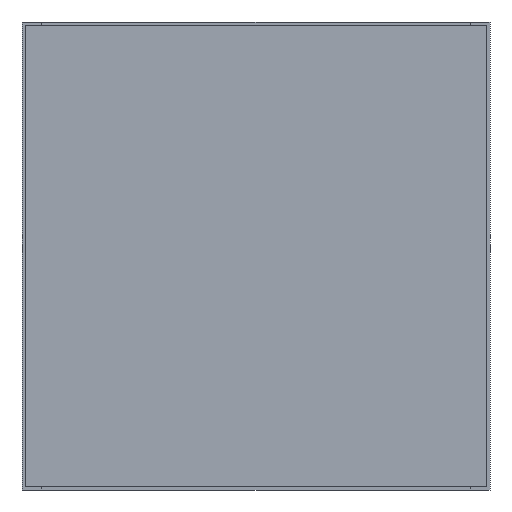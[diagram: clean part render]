
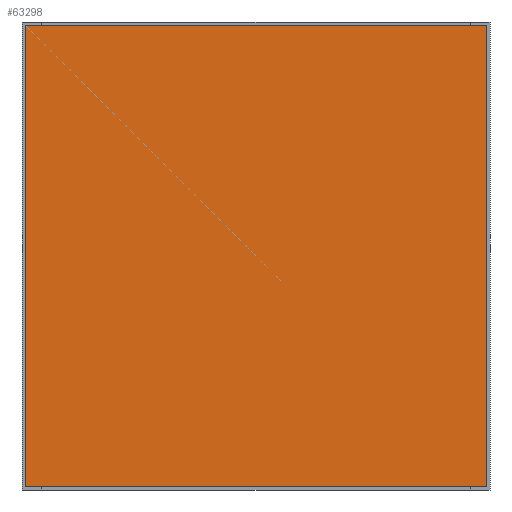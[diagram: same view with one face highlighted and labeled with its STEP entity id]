
A CAD part, front view. The second image highlights one B-rep face of the part: STEP entity #63298.
In plain terms, the highlighted planar face has unit normal (0, -1, 0).
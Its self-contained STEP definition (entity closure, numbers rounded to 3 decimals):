
#10606=FACE_OUTER_BOUND('',#13062,.T.);
#13062=EDGE_LOOP('',(#51362,#51363,#51364,#51365));
#15684=LINE('',#87815,#22650);
#15687=LINE('',#87820,#22653);
#15689=LINE('',#87824,#22655);
#15691=LINE('',#87827,#22657);
#22650=VECTOR('',#70915,1.);
#22653=VECTOR('',#70920,1.);
#22655=VECTOR('',#70924,1.);
#22657=VECTOR('',#70928,1.);
#29592=VERTEX_POINT('',#87813);
#29593=VERTEX_POINT('',#87814);
#29594=VERTEX_POINT('',#87819);
#29595=VERTEX_POINT('',#87823);
#40382=EDGE_CURVE('',#29592,#29593,#15684,.T.);
#40385=EDGE_CURVE('',#29594,#29592,#15687,.T.);
#40387=EDGE_CURVE('',#29595,#29594,#15689,.T.);
#40389=EDGE_CURVE('',#29593,#29595,#15691,.T.);
#51362=ORIENTED_EDGE('',*,*,#40382,.T.);
#51363=ORIENTED_EDGE('',*,*,#40389,.T.);
#51364=ORIENTED_EDGE('',*,*,#40387,.T.);
#51365=ORIENTED_EDGE('',*,*,#40385,.T.);
#62182=PLANE('',#65789);
#63298=ADVANCED_FACE('',(#10606),#62182,.T.);
#65789=AXIS2_PLACEMENT_3D('',#87836,#70939,#70940);
#70915=DIRECTION('',(1.,0.,0.));
#70920=DIRECTION('',(0.,0.,-1.));
#70924=DIRECTION('',(-1.,0.,0.));
#70928=DIRECTION('',(0.,0.,1.));
#70939=DIRECTION('center_axis',(0.,-1.,0.));
#70940=DIRECTION('ref_axis',(0.,0.,1.));
#87813=CARTESIAN_POINT('',(3.,-19.,3.));
#87814=CARTESIAN_POINT('',(447.,-19.,3.));
#87815=CARTESIAN_POINT('',(3.,-19.,3.));
#87819=CARTESIAN_POINT('',(3.,-19.,447.));
#87820=CARTESIAN_POINT('',(3.,-19.,447.));
#87823=CARTESIAN_POINT('',(447.,-19.,447.));
#87824=CARTESIAN_POINT('',(447.,-19.,447.));
#87827=CARTESIAN_POINT('',(447.,-19.,3.));
#87836=CARTESIAN_POINT('Origin',(447.,-19.,3.));
